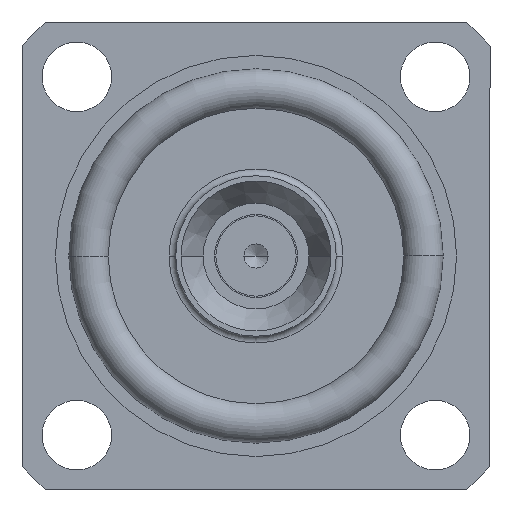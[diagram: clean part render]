
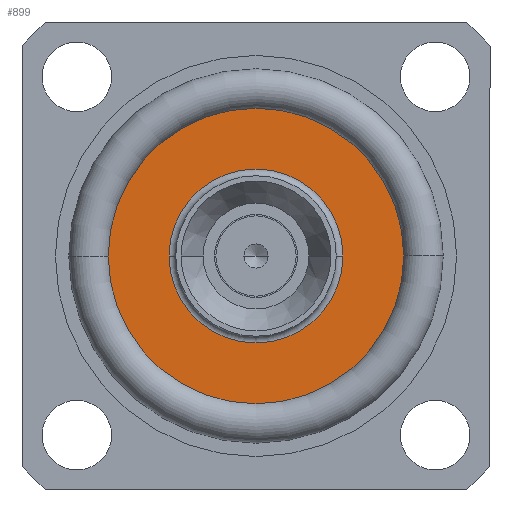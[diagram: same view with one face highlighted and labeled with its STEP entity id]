
A CAD part, left-side view. The second image highlights one B-rep face of the part: STEP entity #899.
In plain terms, the highlighted planar face has unit normal (-1, 0, 0).
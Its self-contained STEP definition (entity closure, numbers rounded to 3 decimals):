
#66 = CARTESIAN_POINT ( 'NONE',  ( -15.6, -3.25, 0. ) ) ;
#289 = CARTESIAN_POINT ( 'NONE',  ( -15.6, 0., 0. ) ) ;
#403 = VERTEX_POINT ( 'NONE', #66 ) ;
#506 = PLANE ( 'NONE',  #5766 ) ;
#586 = EDGE_LOOP ( 'NONE', ( #6342, #4231 ) ) ;
#642 = FACE_OUTER_BOUND ( 'NONE', #586, .T. ) ;
#898 = DIRECTION ( 'NONE',  ( 0., -1., 0. ) ) ;
#899 = ADVANCED_FACE ( 'NONE', ( #7736, #642 ), #506, .F. ) ;
#963 = CIRCLE ( 'NONE', #8278, 3.25 ) ;
#1123 = DIRECTION ( 'NONE',  ( 1., 0., 0. ) ) ;
#1249 = DIRECTION ( 'NONE',  ( 0., -1., 0. ) ) ;
#1837 = VERTEX_POINT ( 'NONE', #8237 ) ;
#1849 = VERTEX_POINT ( 'NONE', #6354 ) ;
#2157 = DIRECTION ( 'NONE',  ( -1., 0., 0. ) ) ;
#2870 = CIRCLE ( 'NONE', #3834, 5.525 ) ;
#3105 = DIRECTION ( 'NONE',  ( -1., 0., 0. ) ) ;
#3515 = DIRECTION ( 'NONE',  ( 0., -1., 0. ) ) ;
#3623 = DIRECTION ( 'NONE',  ( -1., 0., 0. ) ) ;
#3798 = ORIENTED_EDGE ( 'NONE', *, *, #5518, .F. ) ;
#3834 = AXIS2_PLACEMENT_3D ( 'NONE', #5360, #2157, #3515 ) ;
#4231 = ORIENTED_EDGE ( 'NONE', *, *, #6953, .T. ) ;
#4713 = EDGE_LOOP ( 'NONE', ( #6979, #3798 ) ) ;
#4936 = EDGE_CURVE ( 'NONE', #1849, #7167, #8182, .T. ) ;
#5360 = CARTESIAN_POINT ( 'NONE',  ( -15.6, 0., 0. ) ) ;
#5518 = EDGE_CURVE ( 'NONE', #1837, #403, #7797, .T. ) ;
#5572 = DIRECTION ( 'NONE',  ( 0., -1., 0. ) ) ;
#5766 = AXIS2_PLACEMENT_3D ( 'NONE', #8238, #1123, #1249 ) ;
#6143 = EDGE_CURVE ( 'NONE', #403, #1837, #963, .T. ) ;
#6170 = CARTESIAN_POINT ( 'NONE',  ( -15.6, 0., 0. ) ) ;
#6217 = DIRECTION ( 'NONE',  ( 0., -1., 0. ) ) ;
#6342 = ORIENTED_EDGE ( 'NONE', *, *, #4936, .T. ) ;
#6354 = CARTESIAN_POINT ( 'NONE',  ( -15.6, -5.525, 0. ) ) ;
#6765 = CARTESIAN_POINT ( 'NONE',  ( -15.6, 5.525, 0. ) ) ;
#6779 = DIRECTION ( 'NONE',  ( -1., 0., 0. ) ) ;
#6953 = EDGE_CURVE ( 'NONE', #7167, #1849, #2870, .T. ) ;
#6960 = AXIS2_PLACEMENT_3D ( 'NONE', #6170, #3105, #5572 ) ;
#6979 = ORIENTED_EDGE ( 'NONE', *, *, #6143, .F. ) ;
#7095 = AXIS2_PLACEMENT_3D ( 'NONE', #289, #6779, #898 ) ;
#7167 = VERTEX_POINT ( 'NONE', #6765 ) ;
#7462 = CARTESIAN_POINT ( 'NONE',  ( -15.6, 0., 0. ) ) ;
#7736 = FACE_BOUND ( 'NONE', #4713, .T. ) ;
#7797 = CIRCLE ( 'NONE', #6960, 3.25 ) ;
#8182 = CIRCLE ( 'NONE', #7095, 5.525 ) ;
#8237 = CARTESIAN_POINT ( 'NONE',  ( -15.6, 3.25, 0. ) ) ;
#8238 = CARTESIAN_POINT ( 'NONE',  ( -15.6, -5.525, 0. ) ) ;
#8278 = AXIS2_PLACEMENT_3D ( 'NONE', #7462, #3623, #6217 ) ;
